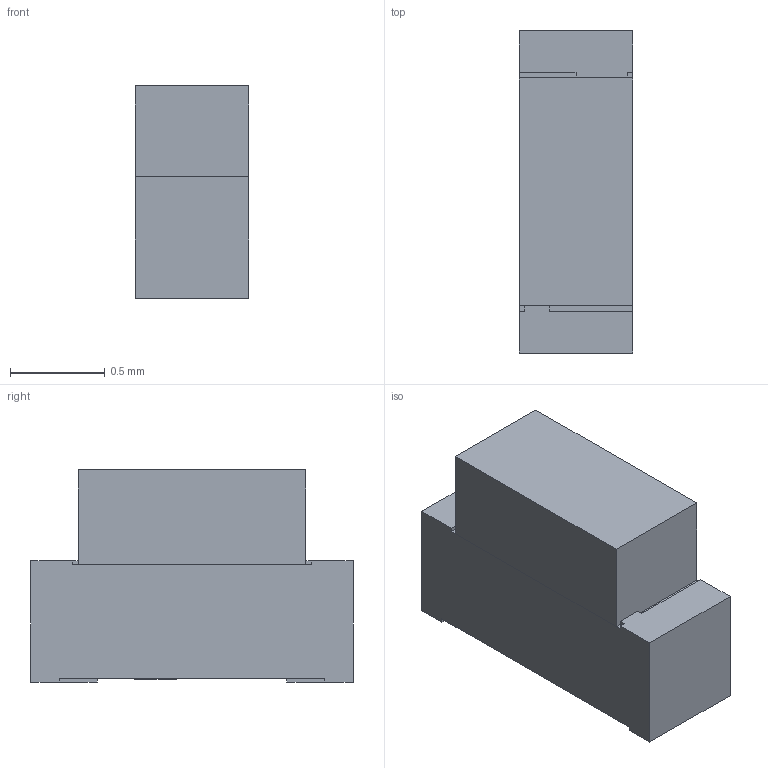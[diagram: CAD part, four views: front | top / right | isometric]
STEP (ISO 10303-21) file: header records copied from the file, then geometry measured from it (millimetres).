
FILE_DESCRIPTION(/* description */ (''),/* implementation_level */ '2;1');
FILE_NAME(/* name */ 'IN-S63AS.stp',/* time_stamp */ '2019-11-04T09:02:29-08:00',/* author */ (''),/* organization */ (''),/* preprocessor_version */ 'ST-DEVELOPER v14.6',/* originating_system */ '',/* authorisation */ '');
FILE_SCHEMA (('AUTOMOTIVE_DESIGN { 1 2 10303 214 1 1 1 1 }'));
Length unit declared in the file: centimetre
Products named in the file (3): 1234-K789
Bounding box: 0.6 x 1.7 x 1.12 mm (x, y, z)
Volume: 1 mm3; surface area: 8.3 mm2
Topology: 2 solids, 2 shells, 46 faces, 120 edges, 80 vertices
Faces by surface type: plane 46
Entity records: 1433 total; most frequent: CARTESIAN_POINT 251, ORIENTED_EDGE 240, DIRECTION 222, LINE 120, VECTOR 120, EDGE_CURVE 120, VERTEX_POINT 80, AXIS2_PLACEMENT_3D 51
